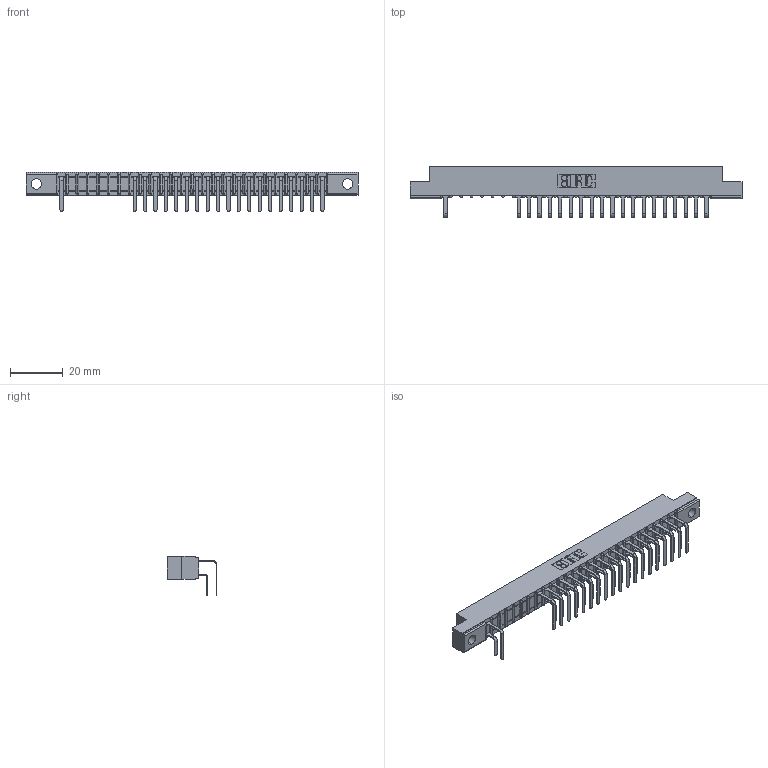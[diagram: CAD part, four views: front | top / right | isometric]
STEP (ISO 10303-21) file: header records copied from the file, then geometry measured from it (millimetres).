
FILE_DESCRIPTION (( 'STEP AP203' ), '1' );
FILE_NAME ('307-026-558-104.STEP', '2018-08-04T13:45:59', ( '' ), ( '' ), 'SwSTEP 2.0', 'SolidWorks 2016', '' );
FILE_SCHEMA (( 'CONFIG_CONTROL_DESIGN' ));
Length unit declared in the file: inch
Products named in the file (4): 307-026-558-104; 307 Part_.156 Dia Mounting Holes; 307-290-001_558 559 - 1 (Single); 307-290-001_558 - 2 (Single)
Assembly tree (40 placements, depth 2):
  307-026-558-104
    307 Part_.156 Dia Mounting Holes
    307-290-001_558 559 - 1 (Single)  x19
    307-290-001_558 - 2 (Single)  x20
Bounding box: 126.03 x 18.96 x 14.81 mm (x, y, z)
Volume: 8143.9 mm3; surface area: 14470.4 mm2
Topology: 40 solids, 40 shells, 2239 faces, 6313 edges, 4082 vertices
Faces by surface type: plane 1449, cylinder 736, sphere 54
Entity records: 26543 total; most frequent: CARTESIAN_POINT 4409, ORIENTED_EDGE 4378, DIRECTION 4303, EDGE_CURVE 2189, LINE 1679, VECTOR 1679, VERTEX_POINT 1418, AXIS2_PLACEMENT_3D 1312
